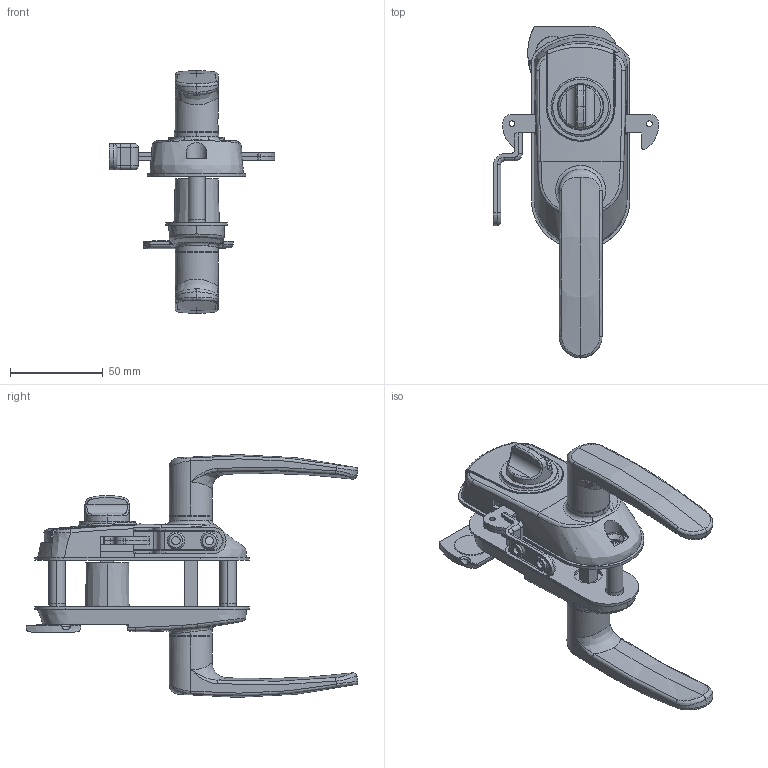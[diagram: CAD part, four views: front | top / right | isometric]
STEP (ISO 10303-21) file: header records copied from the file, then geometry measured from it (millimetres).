
FILE_DESCRIPTION (( 'STEP AP203' ), '1' );
FILE_NAME ('Žº‰ª•ÏŠ·.STEP', '2018-04-04T05:47:58', ( '' ), ( '' ), 'SwSTEP 2.0', 'SolidWorks 2014', '' );
FILE_SCHEMA (( 'CONFIG_CONTROL_DESIGN' ));
Length unit declared in the file: millimetre
Products named in the file (32): A-298 Y儘乕僞__Y儘乕僞乕捛壛岺; A-298 撪懁僴儞僪儖Assy__HL; A-298 カマ_; A-298 ロックディスク_; A-298 テールピース__テールピース; A-298 外側ハンドルプレート_; A-298 カマ上R_; A-298 ロックディスクブッシュ_; A-298 奜懁僴儞僪儖Assy__HL; A-298 外側ハンドル__A-298-HL; 僇儅Assy__僇儅R Assy; A-298 サムターン_; A-298 受座_; A-298 カギカバー_; A-298 カマ上L_; A-298 ハンドルブッシュ_; 室岡変換; A-298 カギカバークッション_; 僇儅Assy__僇儅L Assy; A-298 レバーハンドルハブ_; A-298 外側ハブブッシュ_; A-298 ビスかくしプレート_; A-298 角芯__角芯; A-298 内側ケース_; A-298 取付シャフト__取付シャフト; A-298 機構ケース裏カバー_; 角芯サブAssy_; A-298 内側ハンドルワッシャー_; A-298 外側ハンドルパッキン_; A-298 内側ハンドルパッキン_; A-298 カマ.シャフト受け_; A-298 内側ハンドル__A-298-HL
Assembly tree (35 placements, depth 4):
  室岡変換
    A-298 撪懁僴儞僪儖Assy__HL
      A-298 内側ケース_
      A-298 内側ハンドルワッシャー_
      A-298 内側ハンドル__A-298-HL
      A-298 ロックディスク_
      A-298 ロックディスクブッシュ_
      A-298 サムターン_
      A-298 ハンドルブッシュ_  x2
      角芯サブAssy_
        A-298 レバーハンドルハブ_
        A-298 角芯__角芯
      A-298 カマ.シャフト受け_  x2
      僇儅Assy__僇儅R Assy
        A-298 カマ_
        A-298 カマ上R_
      僇儅Assy__僇儅L Assy
        A-298 カマ_
        A-298 カマ上L_
      A-298 ビスかくしプレート_
      A-298 機構ケース裏カバー_
      A-298 内側ハンドルパッキン_
    A-298 奜懁僴儞僪儖Assy__HL
      A-298 外側ハンドルプレート_
      A-298 外側ハンドル__A-298-HL
      A-298 カギカバー_
      A-298 カギカバークッション_
      A-298 外側ハブブッシュ_
      A-298 取付シャフト__取付シャフト  x2
      A-298 外側ハンドルパッキン_
      A-298 Y儘乕僞__Y儘乕僞乕捛壛岺
      A-298 テールピース__テールピース
    A-298 受座_
Bounding box: 89 x 178.66 x 130.68 mm (x, y, z)
Volume: 161036.8 mm3; surface area: 112318 mm2
Topology: 30 solids, 30 shells, 1089 faces, 2797 edges, 1813 vertices
Faces by surface type: cylinder 475, plane 469, bspline 82, cone 33, torus 24, sphere 6
Entity records: 44986 total; most frequent: CARTESIAN_POINT 15941, DIRECTION 5356, ORIENTED_EDGE 5318, EDGE_CURVE 2659, AXIS2_PLACEMENT_3D 1975, VERTEX_POINT 1726, LINE 1406, VECTOR 1406
